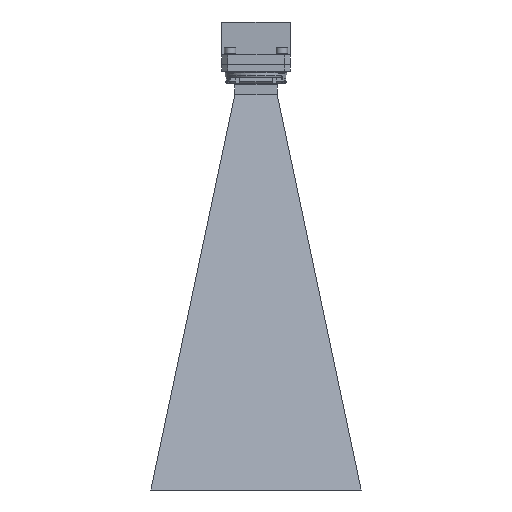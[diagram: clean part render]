
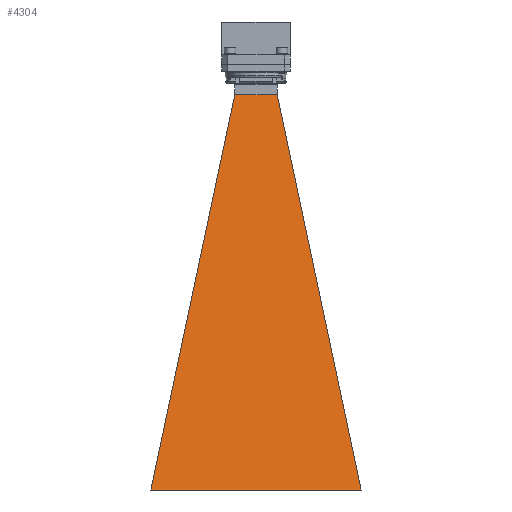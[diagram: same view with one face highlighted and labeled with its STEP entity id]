
A CAD part, front view. The second image highlights one B-rep face of the part: STEP entity #4304.
In plain terms, the highlighted planar face has unit normal (0, -0.986, 0.17).
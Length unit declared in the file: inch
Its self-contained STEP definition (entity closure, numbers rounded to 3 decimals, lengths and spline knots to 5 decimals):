
#1775 = EDGE_CURVE ( 'NONE', #10555, #13970, #24131, .T. ) ;
#3014 = DIRECTION ( 'NONE',  ( 1., 0., 0. ) ) ;
#3259 = DIRECTION ( 'NONE',  ( 0., -0.985, 0.17 ) ) ;
#3464 = CARTESIAN_POINT ( 'NONE',  ( 0.16667, -0.25, -0.71 ) ) ;
#3785 = AXIS2_PLACEMENT_3D ( 'NONE', #5202, #3259, #17115 ) ;
#4304 = ADVANCED_FACE ( 'NONE', ( #13327 ), #7431, .T. ) ;
#4316 = LINE ( 'NONE', #7839, #16061 ) ;
#5050 = EDGE_CURVE ( 'NONE', #21129, #20118, #4316, .T. ) ;
#5202 = CARTESIAN_POINT ( 'NONE',  ( 0., -0.12406, 0.02136 ) ) ;
#5582 = CARTESIAN_POINT ( 'NONE',  ( 0.5, -0.25, -0.71 ) ) ;
#6260 = ORIENTED_EDGE ( 'NONE', *, *, #23419, .T. ) ;
#6325 = CARTESIAN_POINT ( 'NONE',  ( -0.5, -0.25, -0.71 ) ) ;
#6939 = DIRECTION ( 'NONE',  ( 0.205, 0.166, 0.965 ) ) ;
#7288 = CARTESIAN_POINT ( 'NONE',  ( 0.5, -0.25, -0.71 ) ) ;
#7431 = PLANE ( 'NONE',  #3785 ) ;
#7743 = EDGE_LOOP ( 'NONE', ( #9145, #22599, #17841, #6260 ) ) ;
#7839 = CARTESIAN_POINT ( 'NONE',  ( -2.485, -1.86, -10.06 ) ) ;
#8764 = CARTESIAN_POINT ( 'NONE',  ( 2.485, -1.86, -10.06 ) ) ;
#9145 = ORIENTED_EDGE ( 'NONE', *, *, #1775, .T. ) ;
#10555 = VERTEX_POINT ( 'NONE', #8764 ) ;
#10567 = VECTOR ( 'NONE', #23908, 39.37008 ) ;
#11033 = CARTESIAN_POINT ( 'NONE',  ( -2.485, -1.86, -10.06 ) ) ;
#11957 = CARTESIAN_POINT ( 'NONE',  ( 2.485, -1.86, -10.06 ) ) ;
#13327 = FACE_OUTER_BOUND ( 'NONE', #7743, .T. ) ;
#13970 = VERTEX_POINT ( 'NONE', #5582 ) ;
#14879 = CARTESIAN_POINT ( 'NONE',  ( -2.485, -1.86, -10.06 ) ) ;
#15321 = CARTESIAN_POINT ( 'NONE',  ( -0.16667, -0.25, -0.71 ) ) ;
#16061 = VECTOR ( 'NONE', #6939, 39.37008 ) ;
#17054 = CARTESIAN_POINT ( 'NONE',  ( -0.5, -0.25, -0.71 ) ) ;
#17115 = DIRECTION ( 'NONE',  ( 0., -0.17, -0.985 ) ) ;
#17841 = ORIENTED_EDGE ( 'NONE', *, *, #5050, .F. ) ;
#19364 = EDGE_CURVE ( 'NONE', #13970, #20118, #25128, .T. ) ;
#20118 = VERTEX_POINT ( 'NONE', #6325 ) ;
#21129 = VERTEX_POINT ( 'NONE', #11033 ) ;
#22542 = LINE ( 'NONE', #14879, #25588 ) ;
#22599 = ORIENTED_EDGE ( 'NONE', *, *, #19364, .T. ) ;
#23419 = EDGE_CURVE ( 'NONE', #21129, #10555, #22542, .T. ) ;
#23908 = DIRECTION ( 'NONE',  ( -0.205, 0.166, 0.965 ) ) ;
#24131 = LINE ( 'NONE', #11957, #10567 ) ;
#25128 = B_SPLINE_CURVE_WITH_KNOTS ( 'NONE', 3,
 ( #7288, #3464, #15321, #17054 ),
 .UNSPECIFIED., .F., .F.,
 ( 4, 4 ),
 ( 0., 1. ),
 .UNSPECIFIED. ) ;
#25588 = VECTOR ( 'NONE', #3014, 39.37008 ) ;
